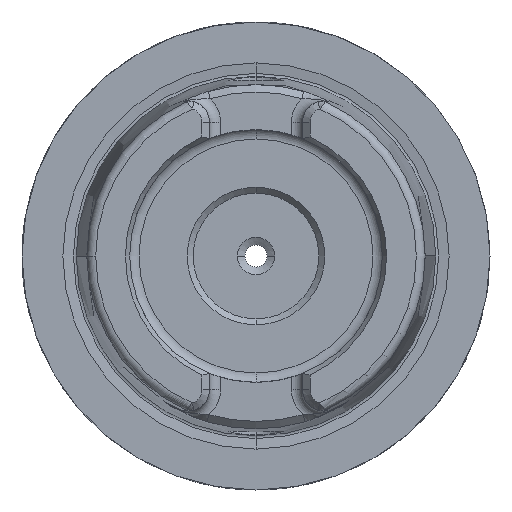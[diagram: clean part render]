
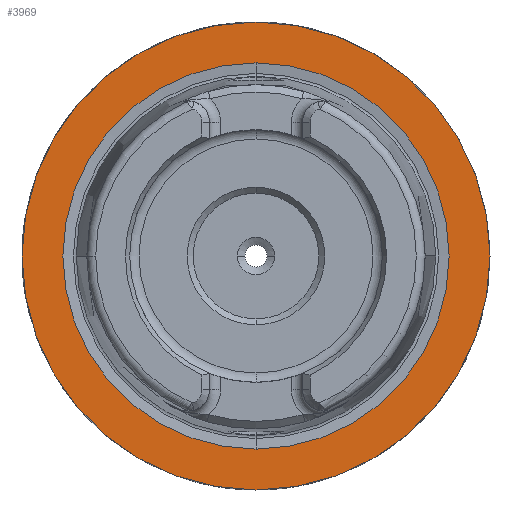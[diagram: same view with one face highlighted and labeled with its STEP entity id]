
A CAD part, left-side view. The second image highlights one B-rep face of the part: STEP entity #3969.
In plain terms, the highlighted planar face has unit normal (-1, 0, 0).
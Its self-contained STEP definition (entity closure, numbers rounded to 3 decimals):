
#177 = CARTESIAN_POINT ( 'NONE',  ( 0., 0., 0. ) ) ;
#223 = EDGE_CURVE ( 'NONE', #4221, #6188, #8359, .T. ) ;
#451 = AXIS2_PLACEMENT_3D ( 'NONE', #1819, #6443, #2501 ) ;
#674 = VERTEX_POINT ( 'NONE', #7687 ) ;
#757 = DIRECTION ( 'NONE',  ( -1., 0., 0. ) ) ;
#786 = AXIS2_PLACEMENT_3D ( 'NONE', #4747, #757, #5402 ) ;
#819 = PLANE ( 'NONE',  #2743 ) ;
#853 = DIRECTION ( 'NONE',  ( 0., 0., -1. ) ) ;
#980 = CARTESIAN_POINT ( 'NONE',  ( 0., 0., 0. ) ) ;
#1651 = DIRECTION ( 'NONE',  ( 0., 0., 1. ) ) ;
#1779 = CARTESIAN_POINT ( 'NONE',  ( 0., 0., -25.995 ) ) ;
#1819 = CARTESIAN_POINT ( 'NONE',  ( 0., 0., 0. ) ) ;
#2149 = CARTESIAN_POINT ( 'NONE',  ( 0., 0., -31.5 ) ) ;
#2316 = DIRECTION ( 'NONE',  ( -1., 0., 0. ) ) ;
#2501 = DIRECTION ( 'NONE',  ( 0., 0., 1. ) ) ;
#2743 = AXIS2_PLACEMENT_3D ( 'NONE', #177, #4844, #853 ) ;
#3143 = VERTEX_POINT ( 'NONE', #2149 ) ;
#3561 = EDGE_CURVE ( 'NONE', #6188, #4221, #6361, .T. ) ;
#3894 = CIRCLE ( 'NONE', #786, 31.5 ) ;
#3969 = ADVANCED_FACE ( 'NONE', ( #8614, #6637 ), #819, .F. ) ;
#4221 = VERTEX_POINT ( 'NONE', #5931 ) ;
#4353 = EDGE_CURVE ( 'NONE', #3143, #674, #3894, .T. ) ;
#4716 = ORIENTED_EDGE ( 'NONE', *, *, #4353, .T. ) ;
#4734 = EDGE_CURVE ( 'NONE', #674, #3143, #5843, .T. ) ;
#4747 = CARTESIAN_POINT ( 'NONE',  ( 0., 0., 0. ) ) ;
#4784 = EDGE_LOOP ( 'NONE', ( #5973, #4716 ) ) ;
#4844 = DIRECTION ( 'NONE',  ( 1., 0., 0. ) ) ;
#5402 = DIRECTION ( 'NONE',  ( 0., 0., 1. ) ) ;
#5494 = ORIENTED_EDGE ( 'NONE', *, *, #3561, .F. ) ;
#5610 = DIRECTION ( 'NONE',  ( -1., 0., 0. ) ) ;
#5719 = EDGE_LOOP ( 'NONE', ( #6398, #5494 ) ) ;
#5843 = CIRCLE ( 'NONE', #8379, 31.5 ) ;
#5931 = CARTESIAN_POINT ( 'NONE',  ( 0., 0., 25.995 ) ) ;
#5973 = ORIENTED_EDGE ( 'NONE', *, *, #4734, .T. ) ;
#6188 = VERTEX_POINT ( 'NONE', #1779 ) ;
#6268 = CARTESIAN_POINT ( 'NONE',  ( 0., 0., 0. ) ) ;
#6343 = AXIS2_PLACEMENT_3D ( 'NONE', #6268, #2316, #6855 ) ;
#6361 = CIRCLE ( 'NONE', #451, 25.995 ) ;
#6398 = ORIENTED_EDGE ( 'NONE', *, *, #223, .F. ) ;
#6443 = DIRECTION ( 'NONE',  ( -1., 0., 0. ) ) ;
#6637 = FACE_BOUND ( 'NONE', #5719, .T. ) ;
#6855 = DIRECTION ( 'NONE',  ( 0., 0., 1. ) ) ;
#7687 = CARTESIAN_POINT ( 'NONE',  ( 0., 0., 31.5 ) ) ;
#8359 = CIRCLE ( 'NONE', #6343, 25.995 ) ;
#8379 = AXIS2_PLACEMENT_3D ( 'NONE', #980, #5610, #1651 ) ;
#8614 = FACE_OUTER_BOUND ( 'NONE', #4784, .T. ) ;
